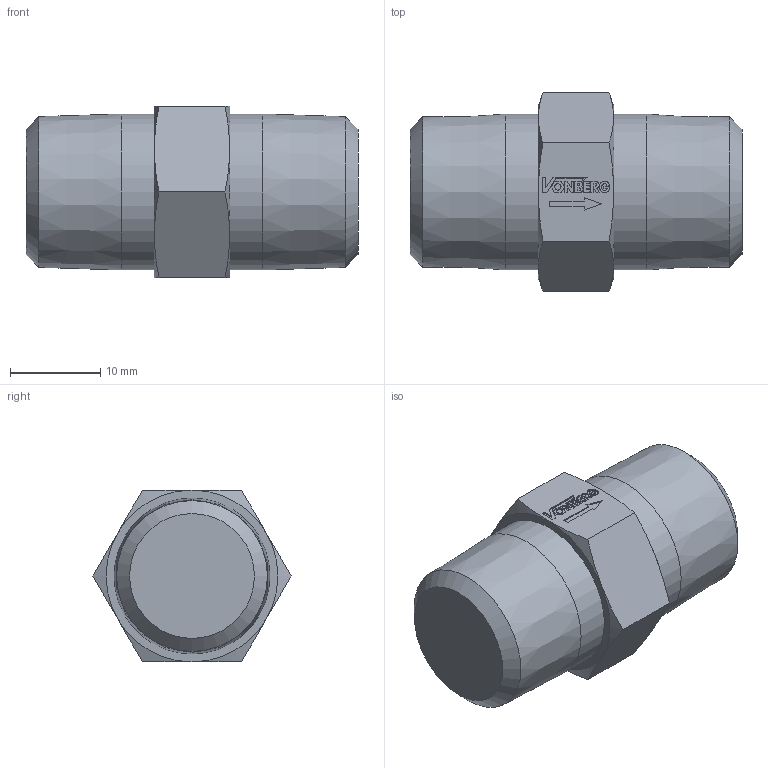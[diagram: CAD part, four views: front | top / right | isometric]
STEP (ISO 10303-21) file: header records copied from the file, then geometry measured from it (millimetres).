
FILE_DESCRIPTION((''),'2;1');
FILE_NAME('1903P.stp','2015-01-02T12:04:58',('jml'),(''),'Autodesk Inventor 2010','Autodesk Inventor 2010','');
FILE_SCHEMA(('AUTOMOTIVE_DESIGN { 1 0 10303 214 1 1 1 1 }'));
Length unit declared in the file: inch
Products named in the file (1): 1903P
Bounding box: 36.83 x 22 x 19.05 mm (x, y, z)
Volume: 9024.9 mm3; surface area: 2571.5 mm2
Topology: 1 solids, 1 shells, 126 faces, 311 edges, 202 vertices
Faces by surface type: plane 93, cylinder 17, cone 16
Full cylindrical faces by diameter (mm): 0.696 x1, 17.297 x2
Entity records: 3754 total; most frequent: CARTESIAN_POINT 681, ORIENTED_EDGE 608, DIRECTION 584, EDGE_CURVE 304, VECTOR 230, LINE 230, VERTEX_POINT 202, AXIS2_PLACEMENT_3D 177
